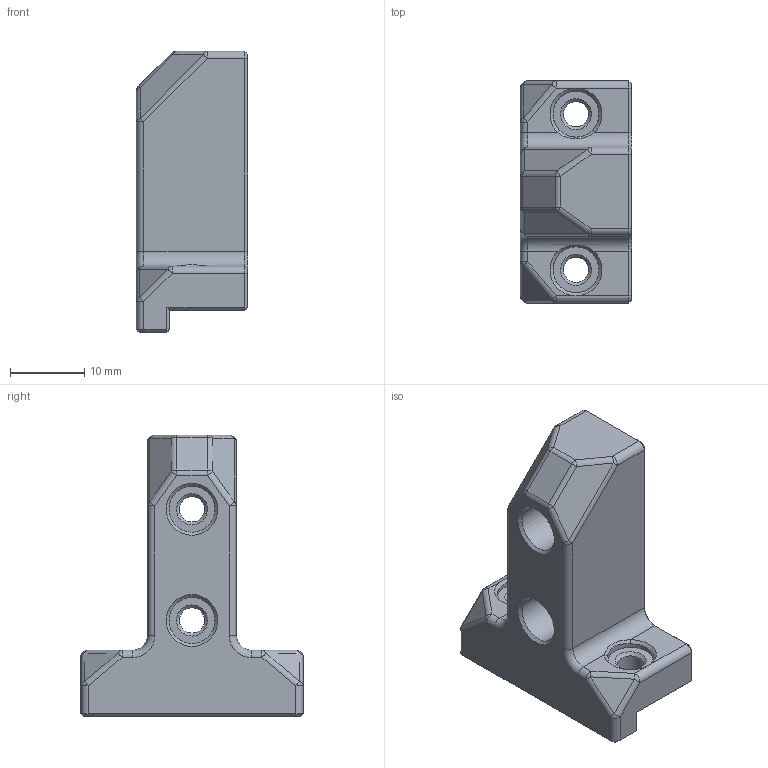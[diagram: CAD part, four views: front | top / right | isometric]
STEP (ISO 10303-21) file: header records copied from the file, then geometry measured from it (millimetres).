
FILE_DESCRIPTION(/* description */ (''),/* implementation_level */ '2;1');
FILE_NAME(/* name */ 'VORON_Pocketwatch_Mounting_Bracket_Outside v2.step',/* time_stamp */ '2020-05-27T09:08:19+02:00',/* author */ (''),/* organization */ (''),/* preprocessor_version */ 'ST-DEVELOPER v18.1',/* originating_system */ 'Autodesk Translation Framework v9.3.0.1241',/* authorisation */ '');
FILE_SCHEMA (('AUTOMOTIVE_DESIGN { 1 0 10303 214 3 1 1 }'));
Length unit declared in the file: millimetre
Products named in the file (1): VORON_Pocketwatch_Mounting_Bracket_Outside
Bounding box: 15 x 30 x 38 mm (x, y, z)
Volume: 7326.6 mm3; surface area: 3399.5 mm2
Topology: 1 solids, 1 shells, 117 faces, 259 edges, 138 vertices
Faces by surface type: plane 43, cylinder 36, cone 20, sphere 14, torus 2, bspline 2
Full cylindrical faces by diameter (mm): 3.4 x4, 6.2 x4
Entity records: 3416 total; most frequent: CARTESIAN_POINT 805, DIRECTION 581, ORIENTED_EDGE 502, EDGE_CURVE 251, AXIS2_PLACEMENT_3D 218, LINE 145, VECTOR 145, VERTEX_POINT 138
